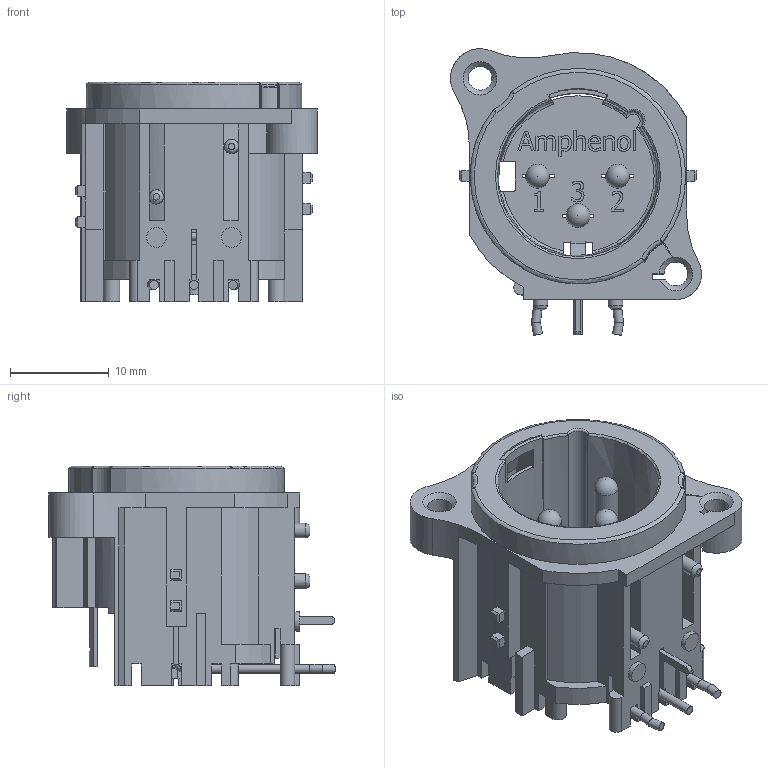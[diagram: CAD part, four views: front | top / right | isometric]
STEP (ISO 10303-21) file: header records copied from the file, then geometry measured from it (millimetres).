
FILE_DESCRIPTION(('FreeCAD Model'),'2;1');
FILE_NAME('AC3MAH-AU-PRE.step', '2018-04-26T08:41:00',('kicad StepUp'),('ksu MCAD'), 'Open CASCADE STEP processor 6.8','FreeCAD','Unknown');
FILE_SCHEMA(('AUTOMOTIVE_DESIGN_CC2 { 1 2 10303 214 -1 1 5 4 }'));
Length unit declared in the file: millimetre
Products named in the file (29): ASSEMBLY; AC3MAH-AU-PRE_Shrinkwrap_1; AC3MAH-AU-PRE_Shrinkwrap_004; AC3MAH-AU-PRE_Shrinkwrap_002; AC3MAH-AU-PRE_Shrinkwrap_003; AC3MAH-AU-PRE_Shrinkwrap_014; AC3MAH-AU-PRE_Shrinkwrap_015; AC3MAH-AU-PRE_Shrinkwrap_016; AC3MAH-AU-PRE_Shrinkwrap_010; AC3MAH-AU-PRE_Shrinkwrap_020; AC3MAH-AU-PRE_Shrinkwrap_021; AC3MAH-AU-PRE_Shrinkwrap_012; AC3MAH-AU-PRE_Shrinkwrap_009; AC3MAH-AU-PRE_Shrinkwrap_025; AC3MAH-AU-PRE_Shrinkwrap_023; AC3MAH-AU-PRE_Shrinkwrap_013; AC3MAH-AU-PRE_Shrinkwrap_024; AC3MAH-AU-PRE_Shrinkwrap_006; AC3MAH-AU-PRE_Shrinkwrap_027; AC3MAH-AU-PRE_Shrinkwrap_008; AC3MAH-AU-PRE_Shrinkwrap_019; AC3MAH-AU-PRE_Shrinkwrap_028; AC3MAH-AU-PRE_Shrinkwrap_011; AC3MAH-AU-PRE_Shrinkwrap_005; AC3MAH-AU-PRE_Shrinkwrap_017; AC3MAH-AU-PRE_Shrinkwrap_018; AC3MAH-AU-PRE_Shrinkwrap_026; AC3MAH-AU-PRE_Shrinkwrap_007; AC3MAH-AU-PRE_Shrinkwrap_022
Assembly tree (28 placements, depth 2):
  ASSEMBLY
    AC3MAH-AU-PRE_Shrinkwrap_1
    AC3MAH-AU-PRE_Shrinkwrap_004
    AC3MAH-AU-PRE_Shrinkwrap_002
    AC3MAH-AU-PRE_Shrinkwrap_003
    AC3MAH-AU-PRE_Shrinkwrap_014
    AC3MAH-AU-PRE_Shrinkwrap_015
    AC3MAH-AU-PRE_Shrinkwrap_016
    AC3MAH-AU-PRE_Shrinkwrap_010
    AC3MAH-AU-PRE_Shrinkwrap_020
    AC3MAH-AU-PRE_Shrinkwrap_021
    AC3MAH-AU-PRE_Shrinkwrap_012
    AC3MAH-AU-PRE_Shrinkwrap_009
    AC3MAH-AU-PRE_Shrinkwrap_025
    AC3MAH-AU-PRE_Shrinkwrap_023
    AC3MAH-AU-PRE_Shrinkwrap_013
    AC3MAH-AU-PRE_Shrinkwrap_024
    AC3MAH-AU-PRE_Shrinkwrap_006
    AC3MAH-AU-PRE_Shrinkwrap_027
    AC3MAH-AU-PRE_Shrinkwrap_008
    AC3MAH-AU-PRE_Shrinkwrap_019
    AC3MAH-AU-PRE_Shrinkwrap_028
    AC3MAH-AU-PRE_Shrinkwrap_011
    AC3MAH-AU-PRE_Shrinkwrap_005
    AC3MAH-AU-PRE_Shrinkwrap_017
    AC3MAH-AU-PRE_Shrinkwrap_018
    AC3MAH-AU-PRE_Shrinkwrap_026
    AC3MAH-AU-PRE_Shrinkwrap_007
    AC3MAH-AU-PRE_Shrinkwrap_022
Bounding box: 25.4 x 28.97 x 22.2 mm (x, y, z)
Surface area: 5669.3 mm2 (no closed solid volume)
Topology: 0 solids, 28 shells, 413 faces, 1649 edges, 1235 vertices
Faces by surface type: plane 299, cylinder 82, torus 16, sphere 7, cone 7, bspline 2
Full cylindrical faces by diameter (mm): 0.9 x7, 1.45 x2, 2 x2, 2.4 x4
Entity records: 19349 total; most frequent: CARTESIAN_POINT 4955, ORIENTED_EDGE 2723, DIRECTION 2594, EDGE_CURVE 1646, VERTEX_POINT 1235, LINE 1068, VECTOR 1068, AXIS2_PLACEMENT_3D 763
